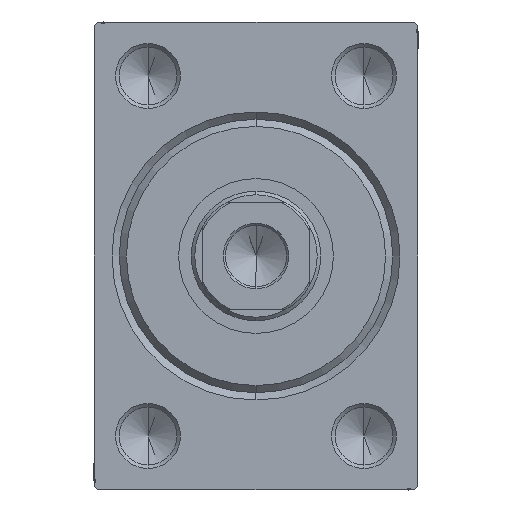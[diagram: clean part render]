
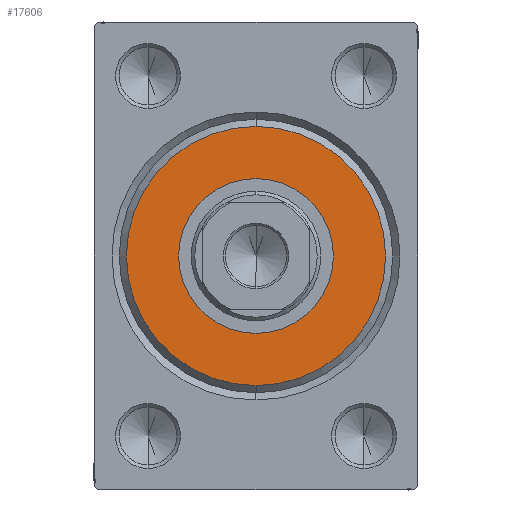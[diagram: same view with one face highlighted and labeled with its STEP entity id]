
A CAD part, left-side view. The second image highlights one B-rep face of the part: STEP entity #17606.
In plain terms, the highlighted face is planar.
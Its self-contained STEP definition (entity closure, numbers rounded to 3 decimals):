
#1560 = AXIS2_PLACEMENT_3D ( 'NONE', #37222, #37436, #31082 ) ;
#2492 = FACE_BOUND ( 'NONE', #11373, .T. ) ;
#3270 = CARTESIAN_POINT ( 'NONE',  ( 3., 0., 10.75 ) ) ;
#4777 = EDGE_CURVE ( 'NONE', #12813, #43755, #36162, .T. ) ;
#5612 = CARTESIAN_POINT ( 'NONE',  ( 3., 0., -10.75 ) ) ;
#6543 = FACE_OUTER_BOUND ( 'NONE', #31688, .T. ) ;
#6661 = VERTEX_POINT ( 'NONE', #29614 ) ;
#7700 = DIRECTION ( 'NONE',  ( 0., 0., -1. ) ) ;
#8275 = ORIENTED_EDGE ( 'NONE', *, *, #9754, .T. ) ;
#9754 = EDGE_CURVE ( 'NONE', #6661, #24968, #31947, .T. ) ;
#10396 = CARTESIAN_POINT ( 'NONE',  ( 3., 0., 0. ) ) ;
#11299 = CARTESIAN_POINT ( 'NONE',  ( 3., 0., -18. ) ) ;
#11373 = EDGE_LOOP ( 'NONE', ( #38280, #30823 ) ) ;
#12813 = VERTEX_POINT ( 'NONE', #3270 ) ;
#13921 = DIRECTION ( 'NONE',  ( -1., 0., 0. ) ) ;
#15148 = DIRECTION ( 'NONE',  ( 1., 0., 0. ) ) ;
#15437 = ORIENTED_EDGE ( 'NONE', *, *, #27152, .T. ) ;
#16998 = AXIS2_PLACEMENT_3D ( 'NONE', #17653, #15148, #31520 ) ;
#17221 = PLANE ( 'NONE',  #1560 ) ;
#17606 = ADVANCED_FACE ( 'NONE', ( #6543, #2492 ), #17221, .T. ) ;
#17653 = CARTESIAN_POINT ( 'NONE',  ( 3., 0., 0. ) ) ;
#20810 = DIRECTION ( 'NONE',  ( 0., 0., -1. ) ) ;
#20933 = CARTESIAN_POINT ( 'NONE',  ( 3., 0., 0. ) ) ;
#21326 = CIRCLE ( 'NONE', #16998, 18. ) ;
#21537 = CARTESIAN_POINT ( 'NONE',  ( 3., 0., 0. ) ) ;
#22193 = CIRCLE ( 'NONE', #30936, 10.75 ) ;
#24236 = DIRECTION ( 'NONE',  ( -1., 0., 0. ) ) ;
#24968 = VERTEX_POINT ( 'NONE', #11299 ) ;
#27152 = EDGE_CURVE ( 'NONE', #24968, #6661, #21326, .T. ) ;
#28932 = AXIS2_PLACEMENT_3D ( 'NONE', #10396, #24236, #20810 ) ;
#29614 = CARTESIAN_POINT ( 'NONE',  ( 3., 0., 18. ) ) ;
#30823 = ORIENTED_EDGE ( 'NONE', *, *, #37562, .T. ) ;
#30936 = AXIS2_PLACEMENT_3D ( 'NONE', #20933, #13921, #30954 ) ;
#30954 = DIRECTION ( 'NONE',  ( 0., 0., -1. ) ) ;
#31082 = DIRECTION ( 'NONE',  ( 0., 0., -1. ) ) ;
#31520 = DIRECTION ( 'NONE',  ( 0., 0., -1. ) ) ;
#31688 = EDGE_LOOP ( 'NONE', ( #8275, #15437 ) ) ;
#31947 = CIRCLE ( 'NONE', #41372, 18. ) ;
#36162 = CIRCLE ( 'NONE', #28932, 10.75 ) ;
#37222 = CARTESIAN_POINT ( 'NONE',  ( 3., 0., 0. ) ) ;
#37436 = DIRECTION ( 'NONE',  ( 1., 0., 0. ) ) ;
#37562 = EDGE_CURVE ( 'NONE', #43755, #12813, #22193, .T. ) ;
#38280 = ORIENTED_EDGE ( 'NONE', *, *, #4777, .T. ) ;
#41372 = AXIS2_PLACEMENT_3D ( 'NONE', #21537, #42006, #7700 ) ;
#42006 = DIRECTION ( 'NONE',  ( 1., 0., 0. ) ) ;
#43755 = VERTEX_POINT ( 'NONE', #5612 ) ;
